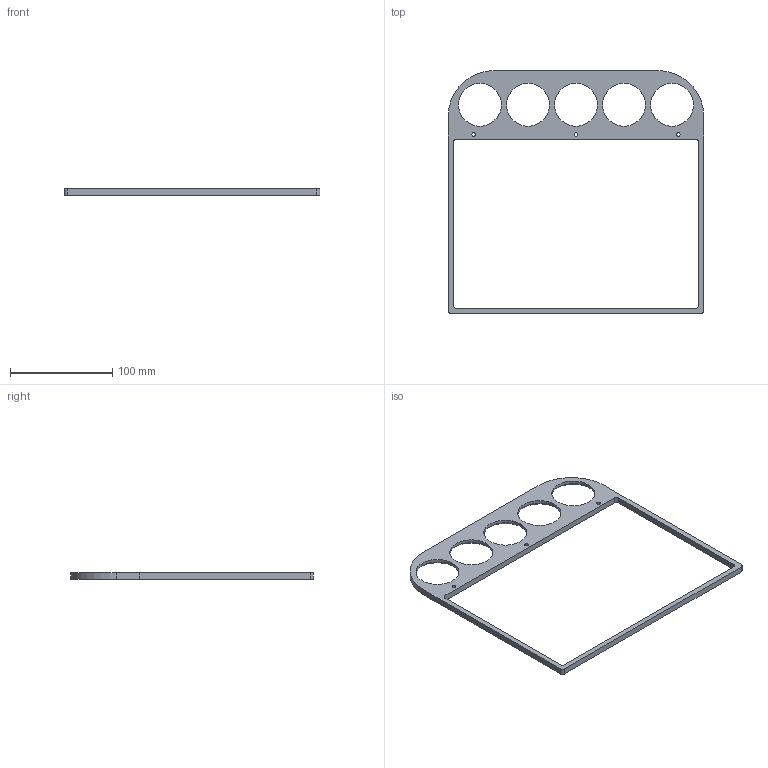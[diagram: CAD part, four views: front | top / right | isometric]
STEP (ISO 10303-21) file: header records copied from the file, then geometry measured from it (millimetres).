
FILE_DESCRIPTION(/* description */ (''),/* implementation_level */ '2;1');
FILE_NAME(/* name */ 'GamePieceHolder v7.step',/* time_stamp */ '2024-08-20T10:06:07-07:00',/* author */ (''),/* organization */ (''),/* preprocessor_version */ 'ST-DEVELOPER v20',/* originating_system */ 'Autodesk Translation Framework v13.14.0.145',/* authorisation */ '');
FILE_SCHEMA (('AUTOMOTIVE_DESIGN { 1 0 10303 214 3 1 1 }'));
Length unit declared in the file: millimetre
Products named in the file (1): GamePieceHolder
Bounding box: 250 x 237.5 x 6 mm (x, y, z)
Volume: 67749.8 mm3; surface area: 37213.5 mm2
Topology: 1 solids, 1 shells, 39 faces, 109 edges, 71 vertices
Faces by surface type: cylinder 19, plane 15, cone 5
Full cylindrical faces by diameter (mm): 3.5 x3, 5.75 x3, 42 x5
Entity records: 1347 total; most frequent: CARTESIAN_POINT 244, DIRECTION 228, ORIENTED_EDGE 218, EDGE_CURVE 109, AXIS2_PLACEMENT_3D 87, VERTEX_POINT 71, EDGE_LOOP 56, LINE 54
